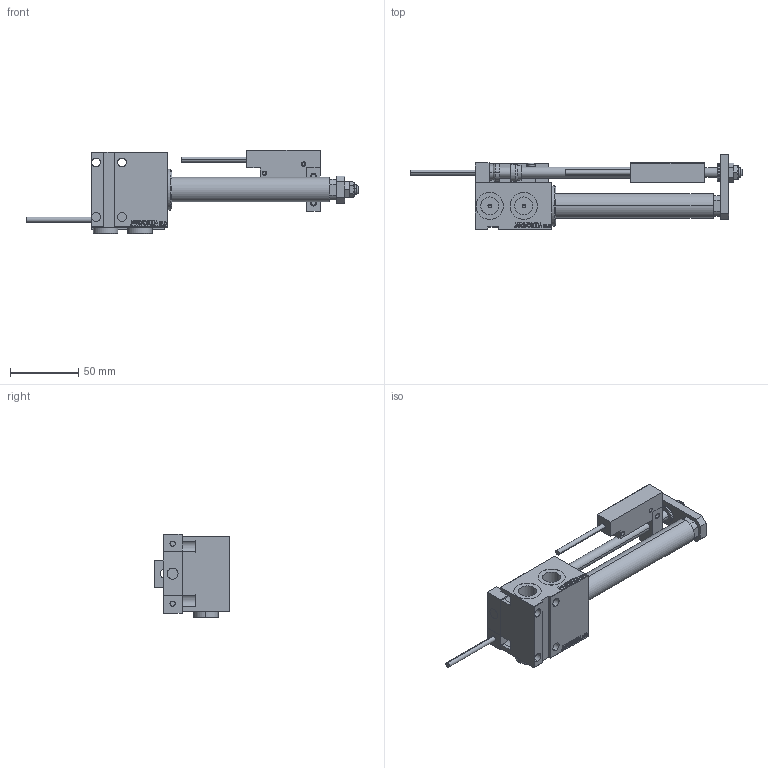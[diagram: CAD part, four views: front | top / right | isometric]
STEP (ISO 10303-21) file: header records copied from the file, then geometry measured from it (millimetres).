
FILE_DESCRIPTION (( 'STEP AP203' ), '1' );
FILE_NAME ('d2bd.STEP', '2024-02-13T05:43:02', ( '' ), ( '' ), 'SwSTEP 2.0', 'SolidWorks 2019', '' );
FILE_SCHEMA (( 'CONFIG_CONTROL_DESIGN' ));
Length unit declared in the file: millimetre
Products named in the file (17): ZARAZKA d60d549764e78de333d66d5c42e73837; V450CM_VC_B d60d549764e78de333d66d5c42e73837; SWITCH_X_FRONT_BACK d60d549764e78de333d66d5c42e73837; NUT_D12 d60d549764e78de333d66d5c42e73837; d2bd; TYC_L79 d60d549764e78de333d66d5c42e73837; ALLEN BOLT D8 d60d549764e78de333d66d5c42e73837; ALLEN BOLT D5 d60d549764e78de333d66d5c42e73837; MAGNET d60d549764e78de333d66d5c42e73837; KONCOVKA d60d549764e78de333d66d5c42e73837; SWITCH DIM B,W d60d549764e78de333d66d5c42e73837; V450CM_E_Body d60d549764e78de333d66d5c42e73837; Block d60d549764e78de333d66d5c42e73837; SWITCH X d60d549764e78de333d66d5c42e73837; Zatka_OIL_PORT d60d549764e78de333d66d5c42e73837; V450CM_E_VCP d60d549764e78de333d66d5c42e73837; NUT_D10 d60d549764e78de333d66d5c42e73837
Assembly tree (27 placements, depth 3):
  d2bd
    V450CM_E_Body d60d549764e78de333d66d5c42e73837
    V450CM_E_VCP d60d549764e78de333d66d5c42e73837
    V450CM_VC_B d60d549764e78de333d66d5c42e73837
    SWITCH X d60d549764e78de333d66d5c42e73837
      SWITCH_X_FRONT_BACK d60d549764e78de333d66d5c42e73837  x2
      TYC_L79 d60d549764e78de333d66d5c42e73837
      Block d60d549764e78de333d66d5c42e73837  x2
      ALLEN BOLT D5 d60d549764e78de333d66d5c42e73837  x4
      ALLEN BOLT D8 d60d549764e78de333d66d5c42e73837  x4
      MAGNET d60d549764e78de333d66d5c42e73837  x2
      KONCOVKA d60d549764e78de333d66d5c42e73837  x2
    SWITCH DIM B,W d60d549764e78de333d66d5c42e73837
    ZARAZKA d60d549764e78de333d66d5c42e73837
    NUT_D10 d60d549764e78de333d66d5c42e73837
    NUT_D12 d60d549764e78de333d66d5c42e73837
    Zatka_OIL_PORT d60d549764e78de333d66d5c42e73837  x2
Bounding box: 243.7 x 55.5 x 61.4 mm (x, y, z)
Volume: 178458.1 mm3; surface area: 65950.1 mm2
Topology: 26 solids, 26 shells, 1340 faces, 3220 edges, 2054 vertices
Faces by surface type: plane 601, bspline 380, cylinder 194, cone 117, torus 44, sphere 4
Entity records: 51416 total; most frequent: CARTESIAN_POINT 25907, ORIENTED_EDGE 5380, DIRECTION 3647, EDGE_CURVE 2690, VERTEX_POINT 1754, VECTOR 1563, LINE 1563, EDGE_LOOP 1234
